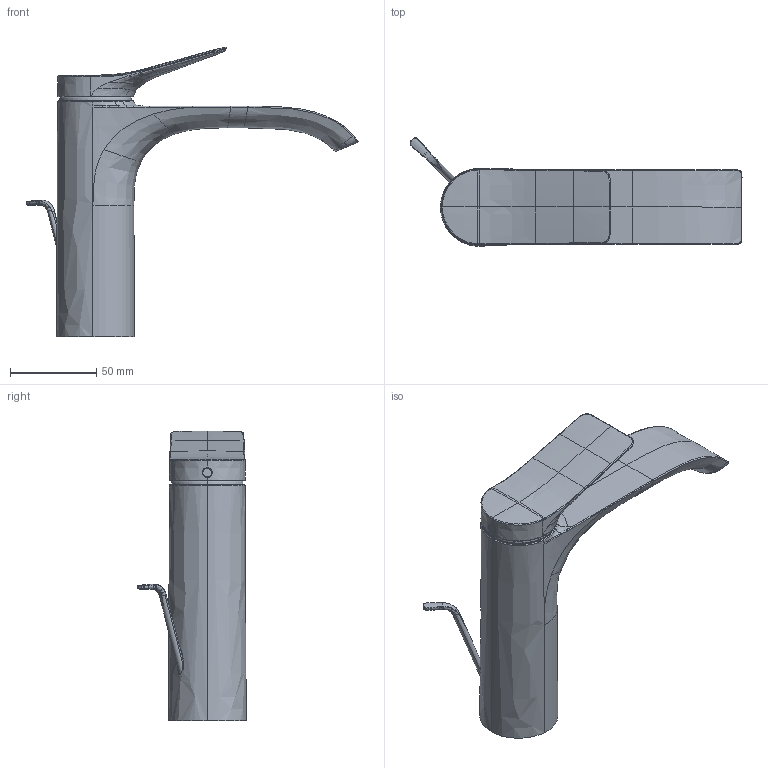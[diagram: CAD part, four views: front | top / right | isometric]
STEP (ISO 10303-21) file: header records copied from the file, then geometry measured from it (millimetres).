
FILE_DESCRIPTION(('CAx-IF Rec.Pracs.---Model Styling and Organization---1.2---2011-12-15','CAx-IF Rec.Pracs.---Geometric and Assembly Validation Properties---4.1---2014-06-16','CAx-IF Rec.Pracs.---PMI Polyline Presentation---2.0---2013-05-24'),'2;1');
FILE_NAME('1000145991_PPR_000.stp','2020-07-13T12:49:53+02:00',(''),(''),'STEP Interface 4.3 by CT CoreTechnologie','3D_Evolution4.3 by CT CoreTechnologie','');
FILE_SCHEMA(('AP203_CONFIGURATION_CONTROLLED_3D_DESIGN_OF_MECHANICAL_PARTS_AND_ASSEMBLIES_MIM_LF'));
Length unit declared in the file: millimetre
Products named in the file (8): P_2 HG Better Refr WTM 110 m.Zugstange 1000145991_PPR_000_A0; P_2 Griff WTM M35XS Metris E3 1000145888_PPA_000_A0; P_2 GK WTM 110 Metris E3 m.Z. 1000145990_PPA_000_A0; P_2 Rosette M35XS WTM VHG 1000145890_PPA_000_A0; Griffstopfen_KHM_M54 1000132370_PPA_000_A3; P_2_SR_PL_RC24x06 PCA short_1,5gpm_gruen 1000144891_PPA_000_A1; P_2 Zugstange_Griff_flach (ca.80 lang) 1000095272_PPA_000_A1; Gewindestift_DIN914_M3x5_A2 1000053858_PPA_000_A0
Assembly tree (7 placements, depth 2):
  P_2 HG Better Refr WTM 110 m.Zugstange 1000145991_PPR_000_A0
    P_2 Griff WTM M35XS Metris E3 1000145888_PPA_000_A0
    P_2 GK WTM 110 Metris E3 m.Z. 1000145990_PPA_000_A0
    P_2 Rosette M35XS WTM VHG 1000145890_PPA_000_A0
    Griffstopfen_KHM_M54 1000132370_PPA_000_A3
    P_2_SR_PL_RC24x06 PCA short_1,5gpm_gruen 1000144891_PPA_000_A1
    P_2 Zugstange_Griff_flach (ca.80 lang) 1000095272_PPA_000_A1
    Gewindestift_DIN914_M3x5_A2 1000053858_PPA_000_A0
Bounding box: 192.75 x 62.94 x 168.19 mm (x, y, z)
Volume: 330778.2 mm3; surface area: 52376.8 mm2
Topology: 7 solids, 7 shells, 1159 faces, 2772 edges, 1617 vertices
Faces by surface type: bspline 428, plane 372, cylinder 359
Entity records: 64353 total; most frequent: CARTESIAN_POINT 26506, ORIENTED_EDGE 5506, DIRECTION 4850, EDGE_CURVE 2753, AXIS2_PLACEMENT_3D 1729, VERTEX_POINT 1614, VECTOR 1392, LINE 1392
